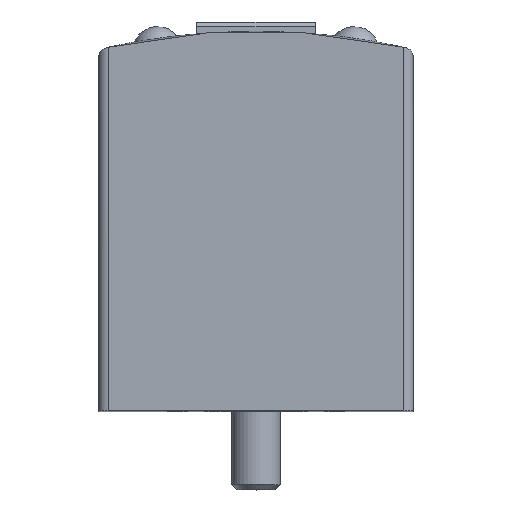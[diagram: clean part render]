
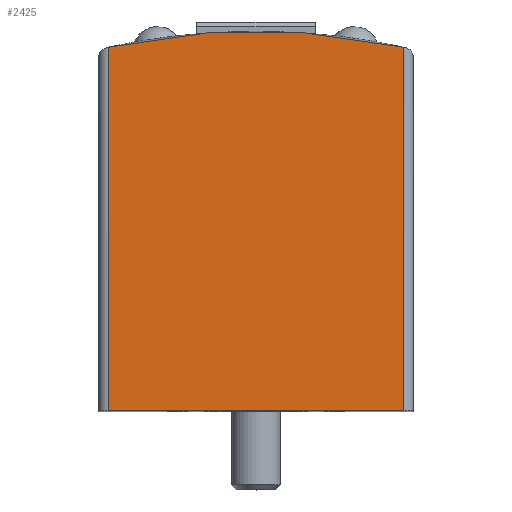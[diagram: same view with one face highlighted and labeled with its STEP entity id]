
A CAD part, top view. The second image highlights one B-rep face of the part: STEP entity #2425.
In plain terms, the highlighted planar face has unit normal (0, 0, 1).
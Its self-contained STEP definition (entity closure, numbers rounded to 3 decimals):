
#98=CIRCLE('',#2535,35.);
#344=ORIENTED_EDGE('',*,*,#796,.F.);
#345=ORIENTED_EDGE('',*,*,#702,.T.);
#346=ORIENTED_EDGE('',*,*,#797,.T.);
#347=ORIENTED_EDGE('',*,*,#661,.T.);
#661=EDGE_CURVE('',#902,#901,#1065,.T.);
#702=EDGE_CURVE('',#939,#938,#98,.T.);
#796=EDGE_CURVE('',#939,#901,#1133,.T.);
#797=EDGE_CURVE('',#938,#902,#1134,.T.);
#901=VERTEX_POINT('',#3277);
#902=VERTEX_POINT('',#3279);
#938=VERTEX_POINT('',#3384);
#939=VERTEX_POINT('',#3386);
#1065=LINE('',#3278,#1203);
#1133=LINE('',#3590,#1271);
#1134=LINE('',#3591,#1272);
#1203=VECTOR('',#2729,1000.);
#1271=VECTOR('',#2975,1000.);
#1272=VECTOR('',#2976,1000.);
#1370=EDGE_LOOP('',(#344,#345,#346,#347));
#1504=FACE_BOUND('',#1370,.T.);
#1611=PLANE('',#2600);
#2425=ADVANCED_FACE('',(#1504),#1611,.F.);
#2535=AXIS2_PLACEMENT_3D('',#3385,#2796,#2797);
#2600=AXIS2_PLACEMENT_3D('',#3589,#2973,#2974);
#2729=DIRECTION('',(1.,0.,0.));
#2796=DIRECTION('',(0.,0.,1.));
#2797=DIRECTION('',(1.,0.,0.));
#2973=DIRECTION('',(0.,0.,-1.));
#2974=DIRECTION('',(-1.,0.,0.));
#2975=DIRECTION('',(0.,-1.,0.));
#2976=DIRECTION('',(0.,-1.,0.));
#3277=CARTESIAN_POINT('',(7.5,0.,8.));
#3278=CARTESIAN_POINT('',(-7.5,0.,8.));
#3279=CARTESIAN_POINT('',(-7.5,0.,8.));
#3384=CARTESIAN_POINT('',(-7.5,18.487,8.));
#3385=CARTESIAN_POINT('',(0.,-15.7,8.));
#3386=CARTESIAN_POINT('',(7.5,18.487,8.));
#3589=CARTESIAN_POINT('',(-7.5,19.3,8.));
#3590=CARTESIAN_POINT('',(7.5,19.3,8.));
#3591=CARTESIAN_POINT('',(-7.5,19.3,8.));
